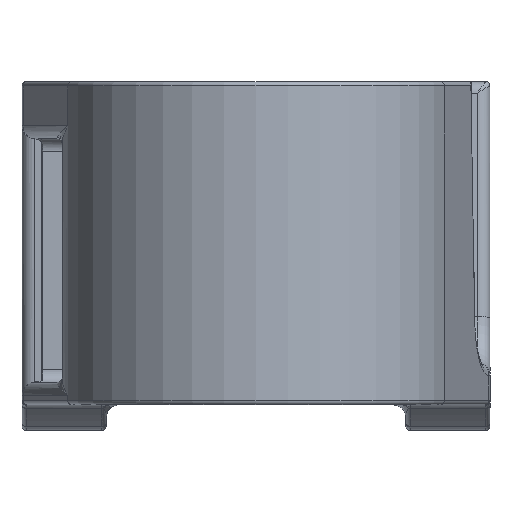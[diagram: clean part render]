
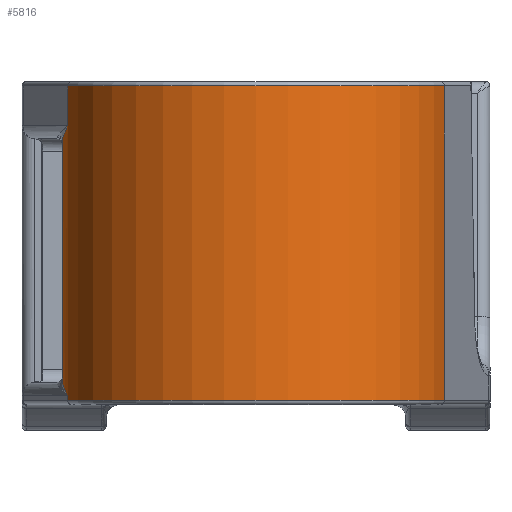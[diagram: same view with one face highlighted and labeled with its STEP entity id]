
A CAD part, front view. The second image highlights one B-rep face of the part: STEP entity #5816.
In plain terms, the highlighted cylindrical face has radius 46 mm (diameter 92 mm), a partial arc.
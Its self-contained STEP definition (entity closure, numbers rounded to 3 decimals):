
#130 = VERTEX_POINT ( 'NONE', #9441 ) ;
#177 = VECTOR ( 'NONE', #4081, 1000. ) ;
#291 = CARTESIAN_POINT ( 'NONE',  ( -45.624, -5.943, -66.923 ) ) ;
#340 = CARTESIAN_POINT ( 'NONE',  ( -44.312, 12.347, -62.58 ) ) ;
#341 = AXIS2_PLACEMENT_3D ( 'NONE', #418, #3591, #1183 ) ;
#418 = CARTESIAN_POINT ( 'NONE',  ( 0., 0., -69.9 ) ) ;
#443 = CARTESIAN_POINT ( 'NONE',  ( -44.821, 10.395, -62.646 ) ) ;
#456 = CARTESIAN_POINT ( 'NONE',  ( -45.173, -8.734, -5.39 ) ) ;
#552 = CARTESIAN_POINT ( 'NONE',  ( -44.767, -10.578, -4.68 ) ) ;
#595 = DIRECTION ( 'NONE',  ( 0., 0., 1. ) ) ;
#726 = LINE ( 'NONE', #2928, #1169 ) ;
#829 = AXIS2_PLACEMENT_3D ( 'NONE', #2600, #1205, #7518 ) ;
#852 = CARTESIAN_POINT ( 'NONE',  ( -44.767, -10.578, -84.18 ) ) ;
#903 = VERTEX_POINT ( 'NONE', #3152 ) ;
#937 = DIRECTION ( 'NONE',  ( 1., 0., 0. ) ) ;
#1051 = CARTESIAN_POINT ( 'NONE',  ( -44.821, -10.35, -68.592 ) ) ;
#1074 = ORIENTED_EDGE ( 'NONE', *, *, #8083, .T. ) ;
#1149 = ORIENTED_EDGE ( 'NONE', *, *, #4257, .T. ) ;
#1169 = VECTOR ( 'NONE', #6011, 1000. ) ;
#1183 = DIRECTION ( 'NONE',  ( -1., 0., 0. ) ) ;
#1205 = DIRECTION ( 'NONE',  ( 0., 0., -1. ) ) ;
#1266 = CARTESIAN_POINT ( 'NONE',  ( -45.624, -5.943, -6.437 ) ) ;
#1312 = VERTEX_POINT ( 'NONE', #8128 ) ;
#1475 = CARTESIAN_POINT ( 'NONE',  ( -44.584, 11.369, -10.78 ) ) ;
#1483 = B_SPLINE_CURVE_WITH_KNOTS ( 'NONE', 3,
 ( #552, #4357, #456, #3576, #1266, #9848, #7525, #3632, #7741, #3988, #8614, #3940, #2445, #9386, #1475, #4715 ),
 .UNSPECIFIED., .F., .F.,
 ( 4, 2, 2, 2, 2, 2, 2, 4 ),
 ( 0., 0.003, 0.006, 0.012, 0.015, 0.018, 0.021, 0.024 ),
 .UNSPECIFIED. ) ;
#1659 = AXIS2_PLACEMENT_3D ( 'NONE', #7251, #8022, #937 ) ;
#1919 = ORIENTED_EDGE ( 'NONE', *, *, #6202, .T. ) ;
#2075 = CARTESIAN_POINT ( 'NONE',  ( -44.874, -10.119, -68.503 ) ) ;
#2416 = CARTESIAN_POINT ( 'NONE',  ( -33.751, 31.255, -88.99 ) ) ;
#2438 = CARTESIAN_POINT ( 'NONE',  ( -44.767, -10.578, -68.68 ) ) ;
#2445 = CARTESIAN_POINT ( 'NONE',  ( -45.229, 8.448, -10.492 ) ) ;
#2462 = CARTESIAN_POINT ( 'NONE',  ( -33.751, 31.255, -62.58 ) ) ;
#2554 = ORIENTED_EDGE ( 'NONE', *, *, #10087, .T. ) ;
#2600 = CARTESIAN_POINT ( 'NONE',  ( 0., 0., -10.78 ) ) ;
#2847 = CARTESIAN_POINT ( 'NONE',  ( -44.584, 11.369, -62.58 ) ) ;
#2928 = CARTESIAN_POINT ( 'NONE',  ( 44.767, -10.578, -84.18 ) ) ;
#3059 = LINE ( 'NONE', #6916, #7874 ) ;
#3152 = CARTESIAN_POINT ( 'NONE',  ( -44.767, -10.578, -4.68 ) ) ;
#3458 = B_SPLINE_CURVE_WITH_KNOTS ( 'NONE', 3,
 ( #340, #2847, #443, #5973, #8091, #3561, #9107, #9778, #7460, #5825, #3464, #291, #5117, #8138, #9730, #4186, #5066, #2075, #1051, #6696 ),
 .UNSPECIFIED., .F., .F.,
 ( 4, 2, 2, 2, 2, 2, 2, 2, 2, 4 ),
 ( 0., 0.003, 0.006, 0.009, 0.012, 0.018, 0.021, 0.022, 0.023, 0.024 ),
 .UNSPECIFIED. ) ;
#3464 = CARTESIAN_POINT ( 'NONE',  ( -45.932, -3.132, -65.91 ) ) ;
#3493 = ORIENTED_EDGE ( 'NONE', *, *, #9935, .T. ) ;
#3561 = CARTESIAN_POINT ( 'NONE',  ( -45.677, 5.528, -63.404 ) ) ;
#3576 = CARTESIAN_POINT ( 'NONE',  ( -45.493, -6.875, -6.091 ) ) ;
#3591 = DIRECTION ( 'NONE',  ( 0., 0., 1. ) ) ;
#3632 = CARTESIAN_POINT ( 'NONE',  ( -45.981, 1.637, -8.961 ) ) ;
#3737 = VERTEX_POINT ( 'NONE', #2438 ) ;
#3940 = CARTESIAN_POINT ( 'NONE',  ( -45.399, 7.475, -10.336 ) ) ;
#3988 = CARTESIAN_POINT ( 'NONE',  ( -45.784, 4.555, -9.732 ) ) ;
#4054 = DIRECTION ( 'NONE',  ( 0., 0., 1. ) ) ;
#4071 = EDGE_CURVE ( 'NONE', #4540, #9703, #6086, .T. ) ;
#4081 = DIRECTION ( 'NONE',  ( 0., 0., 1. ) ) ;
#4186 = CARTESIAN_POINT ( 'NONE',  ( -45.024, -9.427, -68.237 ) ) ;
#4257 = EDGE_CURVE ( 'NONE', #1312, #4540, #726, .T. ) ;
#4350 = CARTESIAN_POINT ( 'NONE',  ( 0., 0., -88.99 ) ) ;
#4357 = CARTESIAN_POINT ( 'NONE',  ( -44.984, -9.66, -5.035 ) ) ;
#4418 = AXIS2_PLACEMENT_3D ( 'NONE', #4350, #7520, #5737 ) ;
#4540 = VERTEX_POINT ( 'NONE', #8874 ) ;
#4626 = CARTESIAN_POINT ( 'NONE',  ( -44.312, 12.347, -10.78 ) ) ;
#4715 = CARTESIAN_POINT ( 'NONE',  ( -44.312, 12.347, -10.78 ) ) ;
#4826 = CARTESIAN_POINT ( 'NONE',  ( 0., 0., -62.58 ) ) ;
#4894 = CARTESIAN_POINT ( 'NONE',  ( -44.767, -10.578, -69.9 ) ) ;
#5060 = VERTEX_POINT ( 'NONE', #4894 ) ;
#5066 = CARTESIAN_POINT ( 'NONE',  ( -44.975, -9.658, -68.325 ) ) ;
#5073 = FACE_OUTER_BOUND ( 'NONE', #5312, .T. ) ;
#5075 = ORIENTED_EDGE ( 'NONE', *, *, #9139, .T. ) ;
#5117 = CARTESIAN_POINT ( 'NONE',  ( -45.493, -6.876, -67.269 ) ) ;
#5312 = EDGE_LOOP ( 'NONE', ( #6198, #1919, #7561, #3493, #1149, #9157, #6963, #1074, #2554, #5075 ) ) ;
#5520 = VERTEX_POINT ( 'NONE', #2462 ) ;
#5548 = DIRECTION ( 'NONE',  ( 0., 0., -1. ) ) ;
#5646 = LINE ( 'NONE', #2416, #5654 ) ;
#5654 = VECTOR ( 'NONE', #5548, 1000. ) ;
#5737 = DIRECTION ( 'NONE',  ( -1., 0., 0. ) ) ;
#5744 = CIRCLE ( 'NONE', #341, 46. ) ;
#5816 = ADVANCED_FACE ( 'NONE', ( #5073 ), #5837, .T. ) ;
#5825 = CARTESIAN_POINT ( 'NONE',  ( -46.023, -1.242, -65.267 ) ) ;
#5837 = CYLINDRICAL_SURFACE ( 'NONE', #4418, 46. ) ;
#5973 = CARTESIAN_POINT ( 'NONE',  ( -45.229, 8.448, -62.868 ) ) ;
#6005 = EDGE_CURVE ( 'NONE', #5060, #3737, #3059, .T. ) ;
#6011 = DIRECTION ( 'NONE',  ( 0., 0., 1. ) ) ;
#6086 = CIRCLE ( 'NONE', #1659, 46. ) ;
#6198 = ORIENTED_EDGE ( 'NONE', *, *, #9022, .T. ) ;
#6202 = EDGE_CURVE ( 'NONE', #8185, #3737, #3458, .T. ) ;
#6352 = CARTESIAN_POINT ( 'NONE',  ( -44.312, 12.347, -62.58 ) ) ;
#6696 = CARTESIAN_POINT ( 'NONE',  ( -44.767, -10.578, -68.68 ) ) ;
#6722 = CIRCLE ( 'NONE', #829, 46. ) ;
#6916 = CARTESIAN_POINT ( 'NONE',  ( -44.767, -10.578, -84.18 ) ) ;
#6952 = VERTEX_POINT ( 'NONE', #4626 ) ;
#6963 = ORIENTED_EDGE ( 'NONE', *, *, #9592, .F. ) ;
#7184 = DIRECTION ( 'NONE',  ( -1., 0., 0. ) ) ;
#7251 = CARTESIAN_POINT ( 'NONE',  ( 0., 0., 4.82 ) ) ;
#7310 = CARTESIAN_POINT ( 'NONE',  ( -44.767, -10.578, 4.82 ) ) ;
#7460 = CARTESIAN_POINT ( 'NONE',  ( -45.981, 1.637, -64.399 ) ) ;
#7518 = DIRECTION ( 'NONE',  ( 1., 0., 0. ) ) ;
#7520 = DIRECTION ( 'NONE',  ( 0., 0., -1. ) ) ;
#7525 = CARTESIAN_POINT ( 'NONE',  ( -46.023, -1.241, -8.093 ) ) ;
#7561 = ORIENTED_EDGE ( 'NONE', *, *, #6005, .F. ) ;
#7741 = CARTESIAN_POINT ( 'NONE',  ( -45.937, 2.604, -9.233 ) ) ;
#7777 = LINE ( 'NONE', #852, #177 ) ;
#7874 = VECTOR ( 'NONE', #595, 1000. ) ;
#8022 = DIRECTION ( 'NONE',  ( 0., 0., -1. ) ) ;
#8083 = EDGE_CURVE ( 'NONE', #903, #6952, #1483, .T. ) ;
#8091 = CARTESIAN_POINT ( 'NONE',  ( -45.399, 7.475, -63.024 ) ) ;
#8128 = CARTESIAN_POINT ( 'NONE',  ( 44.767, -10.578, -69.9 ) ) ;
#8138 = CARTESIAN_POINT ( 'NONE',  ( -45.253, -8.27, -67.795 ) ) ;
#8185 = VERTEX_POINT ( 'NONE', #6352 ) ;
#8266 = AXIS2_PLACEMENT_3D ( 'NONE', #4826, #4054, #7184 ) ;
#8614 = CARTESIAN_POINT ( 'NONE',  ( -45.677, 5.528, -9.956 ) ) ;
#8766 = CIRCLE ( 'NONE', #8266, 46. ) ;
#8874 = CARTESIAN_POINT ( 'NONE',  ( 44.767, -10.578, 4.82 ) ) ;
#9022 = EDGE_CURVE ( 'NONE', #5520, #8185, #8766, .T. ) ;
#9107 = CARTESIAN_POINT ( 'NONE',  ( -45.784, 4.555, -63.628 ) ) ;
#9139 = EDGE_CURVE ( 'NONE', #130, #5520, #5646, .T. ) ;
#9157 = ORIENTED_EDGE ( 'NONE', *, *, #4071, .T. ) ;
#9386 = CARTESIAN_POINT ( 'NONE',  ( -44.821, 10.395, -10.714 ) ) ;
#9441 = CARTESIAN_POINT ( 'NONE',  ( -33.751, 31.255, -10.78 ) ) ;
#9592 = EDGE_CURVE ( 'NONE', #903, #9703, #7777, .T. ) ;
#9703 = VERTEX_POINT ( 'NONE', #7310 ) ;
#9730 = CARTESIAN_POINT ( 'NONE',  ( -45.166, -8.734, -67.971 ) ) ;
#9778 = CARTESIAN_POINT ( 'NONE',  ( -45.937, 2.604, -64.127 ) ) ;
#9848 = CARTESIAN_POINT ( 'NONE',  ( -45.932, -3.132, -7.45 ) ) ;
#9935 = EDGE_CURVE ( 'NONE', #5060, #1312, #5744, .T. ) ;
#10087 = EDGE_CURVE ( 'NONE', #6952, #130, #6722, .T. ) ;
